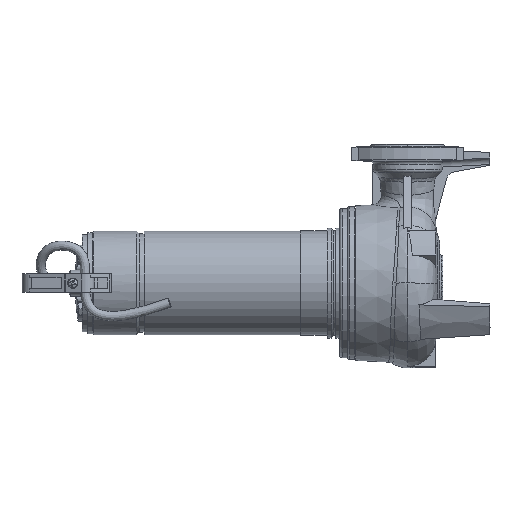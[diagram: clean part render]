
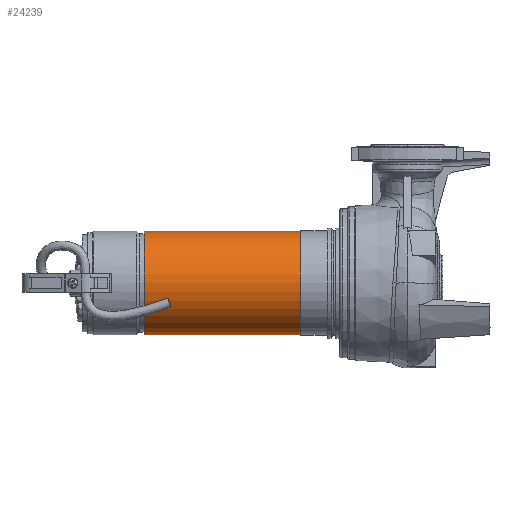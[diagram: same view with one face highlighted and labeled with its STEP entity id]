
A CAD part, left-side view. The second image highlights one B-rep face of the part: STEP entity #24239.
In plain terms, the highlighted cylindrical face has radius 56 mm (diameter 112 mm), a partial arc.
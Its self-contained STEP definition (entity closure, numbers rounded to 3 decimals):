
#107 = AXIS2_PLACEMENT_3D ( 'NONE', #14466, #10649, #7328 ) ;
#1389 = CARTESIAN_POINT ( 'NONE',  ( 0., 312.501, 0. ) ) ;
#4214 = DIRECTION ( 'NONE',  ( 0., -1., 0. ) ) ;
#5613 = VECTOR ( 'NONE', #4214, 1000. ) ;
#6455 = ORIENTED_EDGE ( 'NONE', *, *, #14513, .T. ) ;
#7328 = DIRECTION ( 'NONE',  ( 0., 0., -1. ) ) ;
#8564 = CARTESIAN_POINT ( 'NONE',  ( 0., 312.501, 56. ) ) ;
#9488 = DIRECTION ( 'NONE',  ( 0., 0., -1. ) ) ;
#10649 = DIRECTION ( 'NONE',  ( 0., -1., 0. ) ) ;
#11891 = LINE ( 'NONE', #8564, #5613 ) ;
#12169 = CARTESIAN_POINT ( 'NONE',  ( 0., 312.501, 56. ) ) ;
#12454 = EDGE_CURVE ( 'NONE', #36078, #14919, #11891, .T. ) ;
#14466 = CARTESIAN_POINT ( 'NONE',  ( 0., 312.501, 0. ) ) ;
#14513 = EDGE_CURVE ( 'NONE', #39450, #14919, #47623, .T. ) ;
#14919 = VERTEX_POINT ( 'NONE', #36273 ) ;
#16728 = ORIENTED_EDGE ( 'NONE', *, *, #41181, .T. ) ;
#16825 = LINE ( 'NONE', #41182, #27657 ) ;
#17301 = CARTESIAN_POINT ( 'NONE',  ( 0., 143.501, -56. ) ) ;
#18099 = CIRCLE ( 'NONE', #42654, 56. ) ;
#18198 = ORIENTED_EDGE ( 'NONE', *, *, #24643, .T. ) ;
#22679 = CYLINDRICAL_SURFACE ( 'NONE', #107, 56. ) ;
#24239 = ADVANCED_FACE ( 'NONE', ( #26774 ), #22679, .T. ) ;
#24643 = EDGE_CURVE ( 'NONE', #36078, #47595, #18099, .T. ) ;
#25898 = ORIENTED_EDGE ( 'NONE', *, *, #12454, .F. ) ;
#26774 = FACE_OUTER_BOUND ( 'NONE', #29016, .T. ) ;
#27657 = VECTOR ( 'NONE', #40926, 1000. ) ;
#29016 = EDGE_LOOP ( 'NONE', ( #25898, #18198, #16728, #6455 ) ) ;
#32099 = AXIS2_PLACEMENT_3D ( 'NONE', #32561, #36388, #9488 ) ;
#32561 = CARTESIAN_POINT ( 'NONE',  ( 0., 143.501, 0. ) ) ;
#36078 = VERTEX_POINT ( 'NONE', #12169 ) ;
#36273 = CARTESIAN_POINT ( 'NONE',  ( 0., 143.501, 56. ) ) ;
#36388 = DIRECTION ( 'NONE',  ( 0., 1., 0. ) ) ;
#39450 = VERTEX_POINT ( 'NONE', #17301 ) ;
#40926 = DIRECTION ( 'NONE',  ( 0., -1., 0. ) ) ;
#41181 = EDGE_CURVE ( 'NONE', #47595, #39450, #16825, .T. ) ;
#41182 = CARTESIAN_POINT ( 'NONE',  ( 0., 312.501, -56. ) ) ;
#42654 = AXIS2_PLACEMENT_3D ( 'NONE', #1389, #45165, #48744 ) ;
#45165 = DIRECTION ( 'NONE',  ( 0., -1., 0. ) ) ;
#47595 = VERTEX_POINT ( 'NONE', #48278 ) ;
#47623 = CIRCLE ( 'NONE', #32099, 56. ) ;
#48278 = CARTESIAN_POINT ( 'NONE',  ( 0., 312.501, -56. ) ) ;
#48744 = DIRECTION ( 'NONE',  ( 0., 0., -1. ) ) ;
